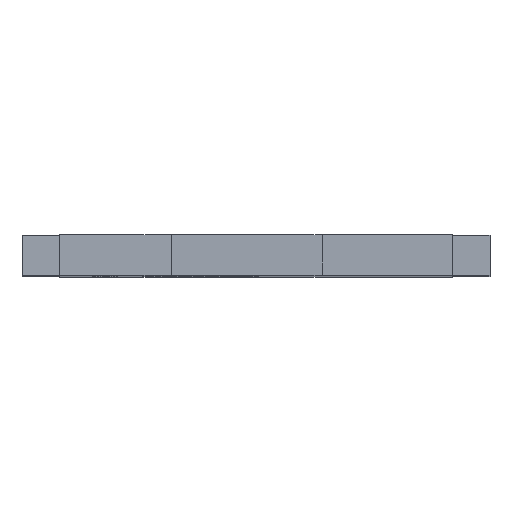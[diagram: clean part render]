
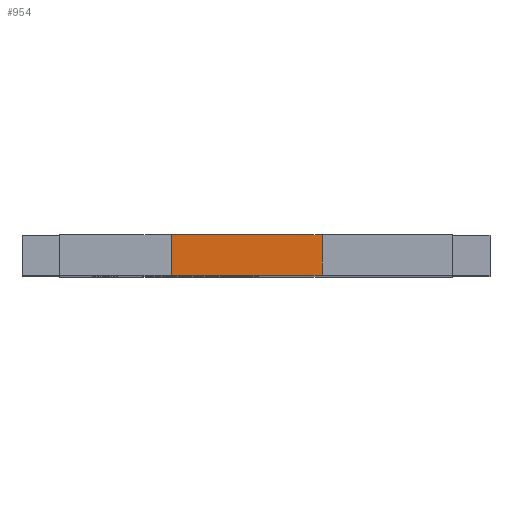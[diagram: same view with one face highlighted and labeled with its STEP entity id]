
A CAD part, top view. The second image highlights one B-rep face of the part: STEP entity #954.
In plain terms, the highlighted planar face has unit normal (0, 0, 1).
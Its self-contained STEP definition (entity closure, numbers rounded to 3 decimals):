
#42=PLANE('',#1029);
#89=FACE_OUTER_BOUND('',#136,.T.);
#136=EDGE_LOOP('',(#743,#744,#745,#746));
#227=LINE('',#1423,#354);
#228=LINE('',#1426,#355);
#229=LINE('',#1428,#356);
#230=LINE('',#1429,#357);
#354=VECTOR('',#1170,10.);
#355=VECTOR('',#1173,10.);
#356=VECTOR('',#1174,10.);
#357=VECTOR('',#1175,10.);
#476=VERTEX_POINT('',#1419);
#477=VERTEX_POINT('',#1421);
#478=VERTEX_POINT('',#1425);
#479=VERTEX_POINT('',#1427);
#587=EDGE_CURVE('',#476,#477,#227,.T.);
#588=EDGE_CURVE('',#476,#478,#228,.T.);
#589=EDGE_CURVE('',#479,#477,#229,.T.);
#590=EDGE_CURVE('',#478,#479,#230,.T.);
#743=ORIENTED_EDGE('',*,*,#588,.F.);
#744=ORIENTED_EDGE('',*,*,#587,.T.);
#745=ORIENTED_EDGE('',*,*,#589,.F.);
#746=ORIENTED_EDGE('',*,*,#590,.F.);
#954=ADVANCED_FACE('',(#89),#42,.T.);
#1029=AXIS2_PLACEMENT_3D('',#1424,#1171,#1172);
#1170=DIRECTION('',(0.,1.,0.));
#1171=DIRECTION('center_axis',(0.,0.,1.));
#1172=DIRECTION('ref_axis',(1.,0.,0.));
#1173=DIRECTION('',(-1.,0.,0.));
#1174=DIRECTION('',(1.,0.,0.));
#1175=DIRECTION('',(0.,1.,0.));
#1419=CARTESIAN_POINT('',(3.924,0.,33.524));
#1421=CARTESIAN_POINT('',(3.924,2.4,33.524));
#1423=CARTESIAN_POINT('',(3.924,0.,33.524));
#1424=CARTESIAN_POINT('Origin',(-5.076,0.,33.524));
#1425=CARTESIAN_POINT('',(-5.076,0.,33.524));
#1426=CARTESIAN_POINT('',(3.924,0.,33.524));
#1427=CARTESIAN_POINT('',(-5.076,2.4,33.524));
#1428=CARTESIAN_POINT('',(2.687,2.4,33.524));
#1429=CARTESIAN_POINT('',(-5.076,0.,33.524));
